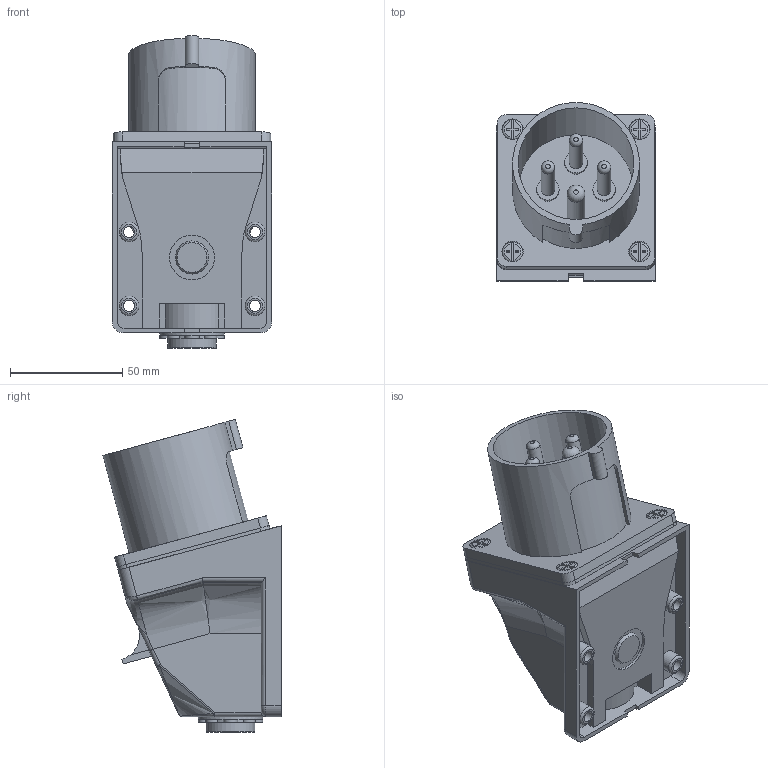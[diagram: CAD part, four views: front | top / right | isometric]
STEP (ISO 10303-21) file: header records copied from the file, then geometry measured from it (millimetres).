
FILE_DESCRIPTION (( 'STEP AP203' ), '1' );
FILE_NAME ('ps-524-32-380.ÃÌ Âèëêà ñòàöèîíàðíàÿ 524 3Ð+ÐÅ 32À 380Â IP44 EKF.STEP', '2025-09-30T13:48:29', ( '' ), ( '' ), 'SwSTEP 2.0', 'SolidWorks 2021', '' );
FILE_SCHEMA (( 'CONFIG_CONTROL_DESIGN' ));
Length unit declared in the file: millimetre
Products named in the file (3): ps-524-32-380.ÃÌ Âèëêà ñòàöèîíàðíàÿ 524 3Ð+ÐÅ 32À 380Â IP44 EKF; Êîïèÿ ps-524-32-380 âèëêà^ps-524-32-380.ÃÌ Âèëêà ñòàöèîíàðíàÿ 524 3Ð+ÐÅ 32À 380Â IP44 EKF_00; Êîïèÿ Êîïèÿ Êîðïóñ-ñòàöèîíàðêè^ps-524-32-380.ÃÌ Âèëêà ñòàöèîíàðíàÿ 524 3Ð+ÐÅ 32À 380Â IP44 EKF_00
Assembly tree (2 placements, depth 2):
  ps-524-32-380.ÃÌ Âèëêà ñòàöèîíàðíàÿ 524 3Ð+ÐÅ 32À 380Â IP44 EKF
    Êîïèÿ ps-524-32-380 âèëêà^ps-524-32-380.ÃÌ Âèëêà ñòàöèîíàðíàÿ 524 3Ð+ÐÅ 32À 380Â IP44 EKF_00
    Êîïèÿ Êîïèÿ Êîðïóñ-ñòàöèîíàðêè^ps-524-32-380.ÃÌ Âèëêà ñòàöèîíàðíàÿ 524 3Ð+ÐÅ 32À 380Â IP44 EKF_00
Bounding box: 71 x 79.29 x 139.3 mm (x, y, z)
Volume: 295571.1 mm3; surface area: 64729.3 mm2
Topology: 2 solids, 2 shells, 288 faces, 707 edges, 448 vertices
Faces by surface type: plane 148, cylinder 94, bspline 20, torus 19, sphere 6, cone 1
Full cylindrical faces by diameter (mm): 4 x4, 5 x4, 6 x3, 6.75 x1, 8 x1, 8.75 x4, 9.3 x8, 9.5 x8, 10 x3, 20 x1, 21.75 x1, 28.6 x1, 51.5 x1
Entity records: 9614 total; most frequent: CARTESIAN_POINT 2884, DIRECTION 1327, ORIENTED_EDGE 1270, EDGE_CURVE 635, AXIS2_PLACEMENT_3D 493, VERTEX_POINT 432, EDGE_LOOP 377, VECTOR 341
